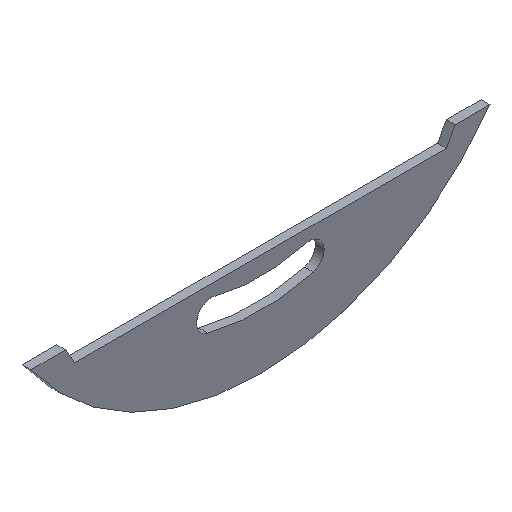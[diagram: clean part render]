
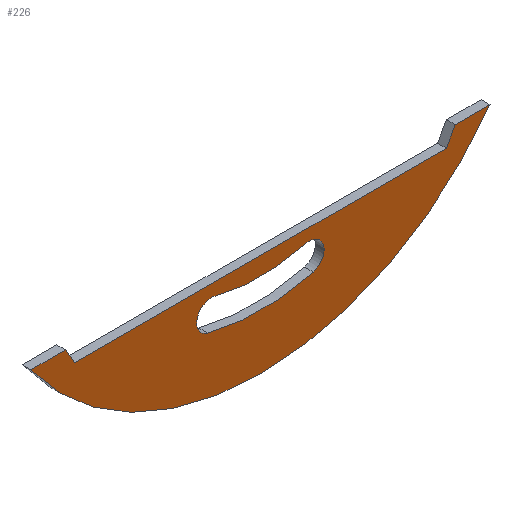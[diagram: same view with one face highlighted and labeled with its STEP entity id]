
A CAD part, isometric view. The second image highlights one B-rep face of the part: STEP entity #226.
In plain terms, the highlighted planar face has unit normal (0, -1, 0).
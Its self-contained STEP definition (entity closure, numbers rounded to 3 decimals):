
#16=FACE_BOUND('',#49,.T.);
#23=PLANE('',#262);
#35=FACE_OUTER_BOUND('',#48,.T.);
#48=EDGE_LOOP('',(#200,#201,#202,#203,#204,#205));
#49=EDGE_LOOP('',(#206,#207,#208,#209));
#54=LINE('',#357,#74);
#58=LINE('',#365,#78);
#62=LINE('',#377,#82);
#65=LINE('',#383,#85);
#68=LINE('',#388,#88);
#74=VECTOR('',#295,10.);
#78=VECTOR('',#301,10.);
#82=VECTOR('',#313,10.);
#85=VECTOR('',#318,10.);
#88=VECTOR('',#323,10.);
#90=CIRCLE('',#242,13.901);
#92=CIRCLE('',#245,1.);
#94=CIRCLE('',#248,11.901);
#96=CIRCLE('',#251,1.);
#98=CIRCLE('',#256,19.19);
#100=VERTEX_POINT('',#331);
#101=VERTEX_POINT('',#332);
#104=VERTEX_POINT('',#340);
#106=VERTEX_POINT('',#346);
#108=VERTEX_POINT('',#355);
#109=VERTEX_POINT('',#356);
#112=VERTEX_POINT('',#364);
#114=VERTEX_POINT('',#370);
#116=VERTEX_POINT('',#376);
#118=VERTEX_POINT('',#382);
#120=EDGE_CURVE('',#100,#101,#90,.T.);
#124=EDGE_CURVE('',#104,#100,#92,.T.);
#127=EDGE_CURVE('',#106,#104,#94,.T.);
#130=EDGE_CURVE('',#101,#106,#96,.T.);
#132=EDGE_CURVE('',#108,#109,#54,.T.);
#136=EDGE_CURVE('',#109,#112,#58,.T.);
#139=EDGE_CURVE('',#114,#112,#98,.T.);
#142=EDGE_CURVE('',#116,#114,#62,.T.);
#145=EDGE_CURVE('',#118,#116,#65,.T.);
#148=EDGE_CURVE('',#108,#118,#68,.T.);
#200=ORIENTED_EDGE('',*,*,#148,.F.);
#201=ORIENTED_EDGE('',*,*,#132,.T.);
#202=ORIENTED_EDGE('',*,*,#136,.T.);
#203=ORIENTED_EDGE('',*,*,#139,.F.);
#204=ORIENTED_EDGE('',*,*,#142,.F.);
#205=ORIENTED_EDGE('',*,*,#145,.F.);
#206=ORIENTED_EDGE('',*,*,#130,.F.);
#207=ORIENTED_EDGE('',*,*,#120,.F.);
#208=ORIENTED_EDGE('',*,*,#124,.F.);
#209=ORIENTED_EDGE('',*,*,#127,.F.);
#226=ADVANCED_FACE('',(#35,#16),#23,.F.);
#242=AXIS2_PLACEMENT_3D('',#333,#267,#268);
#245=AXIS2_PLACEMENT_3D('',#341,#275,#276);
#248=AXIS2_PLACEMENT_3D('',#347,#282,#283);
#251=AXIS2_PLACEMENT_3D('',#352,#289,#290);
#256=AXIS2_PLACEMENT_3D('',#371,#306,#307);
#262=AXIS2_PLACEMENT_3D('',#391,#327,#328);
#267=DIRECTION('center_axis',(0.,-1.,0.));
#268=DIRECTION('ref_axis',(0.259,0.,-0.966));
#275=DIRECTION('center_axis',(0.,-1.,0.));
#276=DIRECTION('ref_axis',(-0.259,0.,-0.966));
#282=DIRECTION('center_axis',(0.,1.,0.));
#283=DIRECTION('ref_axis',(0.259,0.,-0.966));
#289=DIRECTION('center_axis',(0.,-1.,0.));
#290=DIRECTION('ref_axis',(-0.259,0.,0.966));
#295=DIRECTION('',(-0.5,0.,0.866));
#301=DIRECTION('',(-1.,0.,0.));
#306=DIRECTION('center_axis',(0.,1.,0.));
#307=DIRECTION('ref_axis',(1.,0.,0.));
#313=DIRECTION('',(1.,0.,0.));
#318=DIRECTION('',(0.5,0.,0.866));
#323=DIRECTION('',(1.,0.,0.));
#327=DIRECTION('center_axis',(0.,1.,0.));
#328=DIRECTION('ref_axis',(1.,0.,0.));
#331=CARTESIAN_POINT('',(-3.598,0.,-14.983));
#332=CARTESIAN_POINT('',(3.598,0.,-14.983));
#333=CARTESIAN_POINT('Origin',(0.,0.,-1.556));
#340=CARTESIAN_POINT('',(-3.08,0.,-13.051));
#341=CARTESIAN_POINT('Origin',(-3.339,0.,-14.017));
#346=CARTESIAN_POINT('',(3.08,0.,-13.051));
#347=CARTESIAN_POINT('Origin',(0.,0.,-1.556));
#352=CARTESIAN_POINT('Origin',(3.339,0.,-14.017));
#355=CARTESIAN_POINT('',(-12.656,0.,-12.206));
#356=CARTESIAN_POINT('',(-13.278,0.,-11.128));
#357=CARTESIAN_POINT('',(-12.656,0.,-12.206));
#364=CARTESIAN_POINT('',(-15.634,0.,-11.128));
#365=CARTESIAN_POINT('',(-13.278,0.,-11.128));
#370=CARTESIAN_POINT('',(15.634,0.,-11.128));
#371=CARTESIAN_POINT('Origin',(0.,0.,0.));
#376=CARTESIAN_POINT('',(13.277,0.,-11.128));
#377=CARTESIAN_POINT('',(13.277,0.,-11.128));
#382=CARTESIAN_POINT('',(12.654,0.,-12.206));
#383=CARTESIAN_POINT('',(12.654,0.,-12.206));
#388=CARTESIAN_POINT('',(-12.656,0.,-12.206));
#391=CARTESIAN_POINT('Origin',(0.,0.,-15.159));
